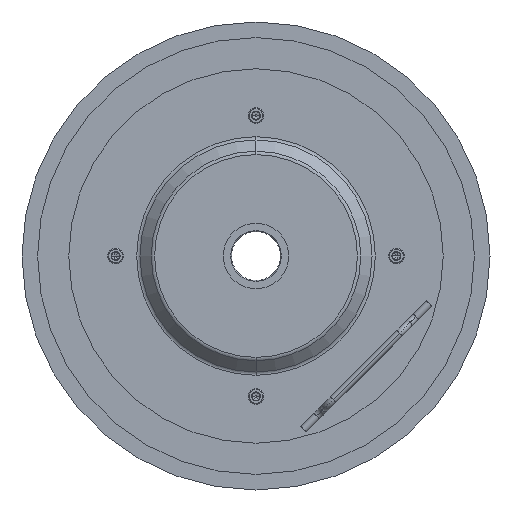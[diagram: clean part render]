
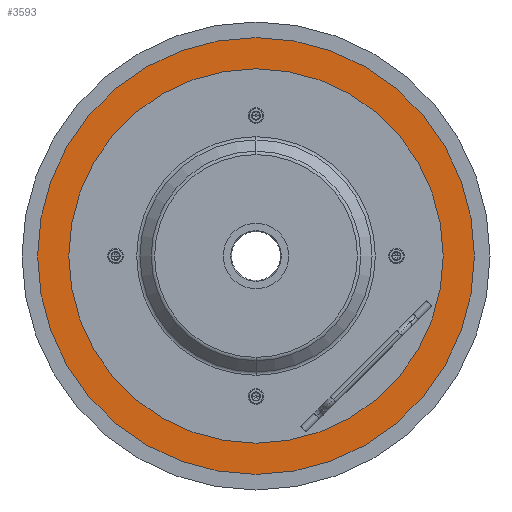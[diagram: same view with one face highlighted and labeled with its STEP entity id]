
A CAD part, front view. The second image highlights one B-rep face of the part: STEP entity #3593.
In plain terms, the highlighted planar face has unit normal (0, -1, 0).
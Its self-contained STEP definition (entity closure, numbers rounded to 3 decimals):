
#282=CARTESIAN_POINT('',(0.,10.,0.));
#283=DIRECTION('',(0.,-1.,0.));
#284=DIRECTION('',(0.,0.,-1.));
#285=AXIS2_PLACEMENT_3D('',#282,#283,#284);
#292=CARTESIAN_POINT('',(0.,10.,0.));
#293=DIRECTION('',(0.,-1.,0.));
#294=DIRECTION('',(1.,0.,0.));
#295=AXIS2_PLACEMENT_3D('',#292,#293,#294);
#297=CARTESIAN_POINT('',(0.,10.,0.));
#298=DIRECTION('',(0.,-1.,0.));
#299=DIRECTION('',(-1.,0.,0.));
#300=AXIS2_PLACEMENT_3D('',#297,#298,#299);
#1668=CARTESIAN_POINT('',(0.,10.,0.));
#1669=DIRECTION('',(0.,-1.,0.));
#1670=DIRECTION('',(0.,0.,1.));
#1671=AXIS2_PLACEMENT_3D('',#1668,#1669,#1670);
#2961=CARTESIAN_POINT('',(140.,10.,0.));
#2962=CARTESIAN_POINT('',(-140.,10.,0.));
#2963=VERTEX_POINT('',#2961);
#2964=VERTEX_POINT('',#2962);
#2969=CARTESIAN_POINT('',(0.,10.,-120.));
#2970=CARTESIAN_POINT('',(0.,10.,120.));
#2971=VERTEX_POINT('',#2969);
#2972=VERTEX_POINT('',#2970);
#3577=CARTESIAN_POINT('',(0.,10.,0.));
#3578=DIRECTION('',(0.,-1.,0.));
#3579=DIRECTION('',(1.,0.,0.));
#3580=AXIS2_PLACEMENT_3D('',#3577,#3578,#3579);
#3581=PLANE('',#3580);
#3583=ORIENTED_EDGE('',*,*,#3582,.F.);
#3585=ORIENTED_EDGE('',*,*,#3584,.F.);
#3586=EDGE_LOOP('',(#3583,#3585));
#3587=FACE_OUTER_BOUND('',#3586,.F.);
#3588=ORIENTED_EDGE('',*,*,#3567,.T.);
#3590=ORIENTED_EDGE('',*,*,#3589,.T.);
#3591=EDGE_LOOP('',(#3588,#3590));
#3592=FACE_BOUND('',#3591,.F.);
#3593=ADVANCED_FACE('',(#3587,#3592),#3581,.T.);
#286=CIRCLE('',#285,120.);
#296=CIRCLE('',#295,140.);
#301=CIRCLE('',#300,140.);
#1672=CIRCLE('',#1671,120.);
#3567=EDGE_CURVE('',#2971,#2972,#286,.T.);
#3582=EDGE_CURVE('',#2963,#2964,#296,.T.);
#3584=EDGE_CURVE('',#2964,#2963,#301,.T.);
#3589=EDGE_CURVE('',#2972,#2971,#1672,.T.);
